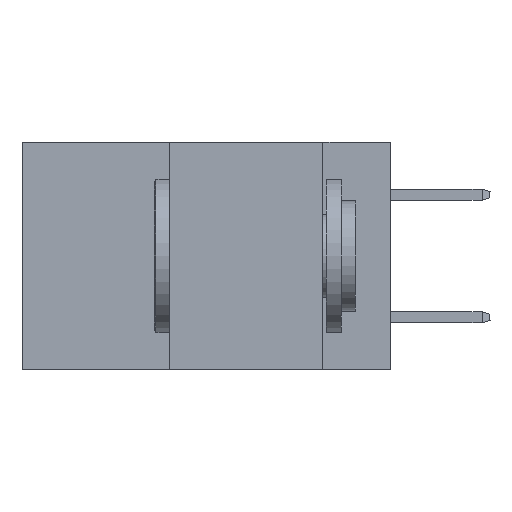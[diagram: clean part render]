
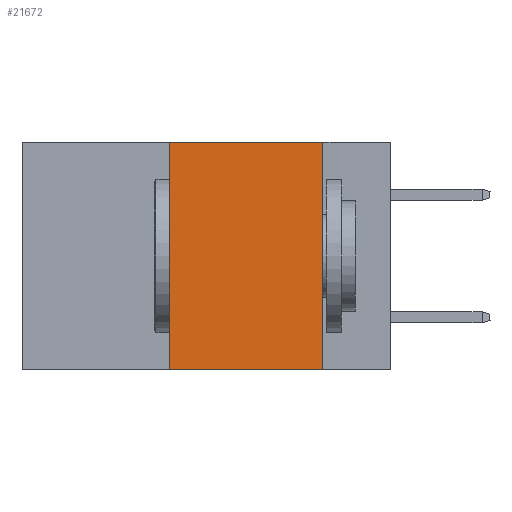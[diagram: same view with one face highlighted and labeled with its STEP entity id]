
A CAD part, left-side view. The second image highlights one B-rep face of the part: STEP entity #21672.
In plain terms, the highlighted planar face has unit normal (-1, 0, 0).
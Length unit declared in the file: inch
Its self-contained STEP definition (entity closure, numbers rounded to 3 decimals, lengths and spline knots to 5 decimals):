
#1589 = CARTESIAN_POINT ( 'NONE',  ( 0., 0.6, -0.37 ) ) ;
#1994 = CARTESIAN_POINT ( 'NONE',  ( 0., 0.6, 0. ) ) ;
#2979 = CARTESIAN_POINT ( 'NONE',  ( 0., 0.11, 0. ) ) ;
#4056 = VECTOR ( 'NONE', #9973, 39.37008 ) ;
#4835 = DIRECTION ( 'NONE',  ( 0., 0., -1. ) ) ;
#4947 = AXIS2_PLACEMENT_3D ( 'NONE', #1994, #21745, #4835 ) ;
#5244 = EDGE_CURVE ( 'NONE', #33275, #5759, #6319, .T. ) ;
#5759 = VERTEX_POINT ( 'NONE', #2979 ) ;
#6319 = LINE ( 'NONE', #6519, #27936 ) ;
#6519 = CARTESIAN_POINT ( 'NONE',  ( 0., 0.6, 0. ) ) ;
#9973 = DIRECTION ( 'NONE',  ( 0., 0., 1. ) ) ;
#10287 = ORIENTED_EDGE ( 'NONE', *, *, #5244, .F. ) ;
#14594 = ORIENTED_EDGE ( 'NONE', *, *, #21569, .F. ) ;
#14965 = DIRECTION ( 'NONE',  ( 0., -1., 0. ) ) ;
#16189 = ORIENTED_EDGE ( 'NONE', *, *, #22269, .T. ) ;
#16864 = VECTOR ( 'NONE', #29857, 39.37008 ) ;
#17316 = VERTEX_POINT ( 'NONE', #32406 ) ;
#18631 = DIRECTION ( 'NONE',  ( 0., 0., -1. ) ) ;
#18941 = PLANE ( 'NONE',  #4947 ) ;
#19109 = LINE ( 'NONE', #32452, #4056 ) ;
#20882 = EDGE_CURVE ( 'NONE', #5759, #17316, #33988, .T. ) ;
#21569 = EDGE_CURVE ( 'NONE', #27814, #33275, #19109, .T. ) ;
#21672 = ADVANCED_FACE ( 'NONE', ( #36134 ), #18941, .F. ) ;
#21745 = DIRECTION ( 'NONE',  ( 1., 0., 0. ) ) ;
#22178 = CARTESIAN_POINT ( 'NONE',  ( 0., 0.36, -0.37 ) ) ;
#22269 = EDGE_CURVE ( 'NONE', #27814, #17316, #24354, .T. ) ;
#24354 = LINE ( 'NONE', #1589, #16864 ) ;
#27814 = VERTEX_POINT ( 'NONE', #22178 ) ;
#27936 = VECTOR ( 'NONE', #14965, 39.37008 ) ;
#29857 = DIRECTION ( 'NONE',  ( 0., -1., 0. ) ) ;
#32406 = CARTESIAN_POINT ( 'NONE',  ( 0., 0.11, -0.37 ) ) ;
#32452 = CARTESIAN_POINT ( 'NONE',  ( 0., 0.36, 0. ) ) ;
#32618 = CARTESIAN_POINT ( 'NONE',  ( 0., 0.11, 0. ) ) ;
#32640 = CARTESIAN_POINT ( 'NONE',  ( 0., 0.36, 0. ) ) ;
#33138 = VECTOR ( 'NONE', #18631, 39.37008 ) ;
#33275 = VERTEX_POINT ( 'NONE', #32640 ) ;
#33988 = LINE ( 'NONE', #32618, #33138 ) ;
#34499 = EDGE_LOOP ( 'NONE', ( #36212, #10287, #14594, #16189 ) ) ;
#36134 = FACE_OUTER_BOUND ( 'NONE', #34499, .T. ) ;
#36212 = ORIENTED_EDGE ( 'NONE', *, *, #20882, .F. ) ;
